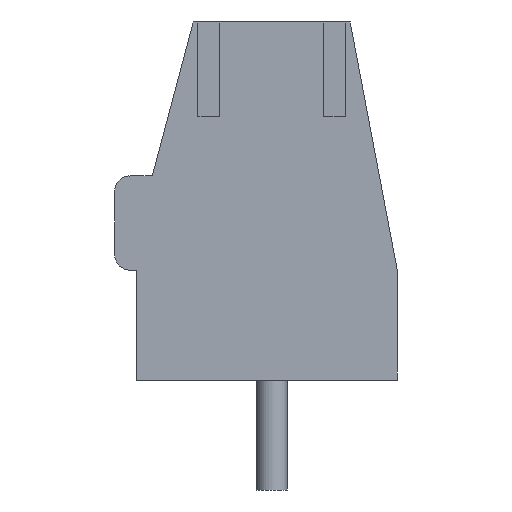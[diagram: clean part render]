
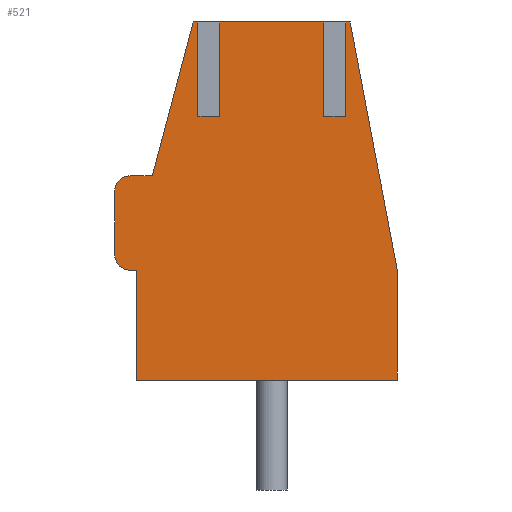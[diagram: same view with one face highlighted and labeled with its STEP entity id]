
A CAD part, front view. The second image highlights one B-rep face of the part: STEP entity #521.
In plain terms, the highlighted planar face has unit normal (0, -1, 0).
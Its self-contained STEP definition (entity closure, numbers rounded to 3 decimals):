
#13=DIRECTION('',(0.,0.,1.));
#14=DIRECTION('',(1.,0.,0.));
#76=VERTEX_POINT('',#77);
#77=CARTESIAN_POINT('',(4.,-32.5,0.));
#80=DIRECTION('',(0.,-1.,0.));
#81=ORIENTED_EDGE('',*,*,#82,.T.);
#82=EDGE_CURVE('',#76,#83,#85,.T.);
#83=VERTEX_POINT('',#84);
#84=CARTESIAN_POINT('',(4.,-32.5,3.5));
#85=LINE('',#77,#86);
#86=VECTOR('',#13,1.);
#97=DIRECTION('',(-1.,0.,0.));
#106=VECTOR('',#14,1.);
#118=VECTOR('',#97,1.);
#436=VERTEX_POINT('',#437);
#437=CARTESIAN_POINT('',(-4.3,-32.5,0.));
#438=ORIENTED_EDGE('',*,*,#439,.T.);
#439=EDGE_CURVE('',#436,#76,#440,.T.);
#440=LINE('',#437,#106);
#448=ORIENTED_EDGE('',*,*,#449,.T.);
#449=EDGE_CURVE('',#83,#450,#452,.T.);
#450=VERTEX_POINT('',#451);
#451=CARTESIAN_POINT('',(2.5,-32.5,11.4));
#452=LINE('',#84,#453);
#453=VECTOR('',#454,1.);
#454=DIRECTION('',(-0.187,0.,0.982));
#481=VECTOR('',#482,1.);
#482=DIRECTION('',(-0.256,0.,-0.967));
#500=VECTOR('',#501,1.);
#501=DIRECTION('',(0.,0.,-1.));
#521=ADVANCED_FACE('',(#522),#610,.T.);
#522=FACE_BOUND('',#523,.T.);
#523=EDGE_LOOP('',(#524,#438,#81,#448,#529,#534,#540,#546,#552,#556,#562,#568,#574,#578,#583,#588,#595,#600,#607));
#524=ORIENTED_EDGE('',*,*,#525,.T.);
#525=EDGE_CURVE('',#526,#436,#528,.T.);
#526=VERTEX_POINT('',#527);
#527=CARTESIAN_POINT('',(-4.3,-32.5,3.5));
#528=LINE('',#527,#500);
#529=ORIENTED_EDGE('',*,*,#530,.T.);
#530=EDGE_CURVE('',#450,#531,#533,.T.);
#531=VERTEX_POINT('',#532);
#532=CARTESIAN_POINT('',(2.35,-32.5,11.4));
#533=LINE('',#451,#118);
#534=ORIENTED_EDGE('',*,*,#535,.F.);
#535=EDGE_CURVE('',#536,#531,#538,.T.);
#536=VERTEX_POINT('',#537);
#537=CARTESIAN_POINT('',(2.35,-32.5,8.4));
#538=LINE('',#539,#86);
#539=CARTESIAN_POINT('',(2.35,-32.5,6.809));
#540=ORIENTED_EDGE('',*,*,#541,.T.);
#541=EDGE_CURVE('',#536,#542,#544,.T.);
#542=VERTEX_POINT('',#543);
#543=CARTESIAN_POINT('',(1.65,-32.5,8.4));
#544=LINE('',#545,#118);
#545=CARTESIAN_POINT('',(0.648,-32.5,8.4));
#546=ORIENTED_EDGE('',*,*,#547,.T.);
#547=EDGE_CURVE('',#542,#548,#550,.T.);
#548=VERTEX_POINT('',#549);
#549=CARTESIAN_POINT('',(1.65,-32.5,11.4));
#550=LINE('',#551,#86);
#551=CARTESIAN_POINT('',(1.65,-32.5,6.809));
#552=ORIENTED_EDGE('',*,*,#553,.T.);
#553=EDGE_CURVE('',#548,#554,#533,.T.);
#554=VERTEX_POINT('',#555);
#555=CARTESIAN_POINT('',(-1.65,-32.5,11.4));
#556=ORIENTED_EDGE('',*,*,#557,.F.);
#557=EDGE_CURVE('',#558,#554,#560,.T.);
#558=VERTEX_POINT('',#559);
#559=CARTESIAN_POINT('',(-1.65,-32.5,8.4));
#560=LINE('',#561,#86);
#561=CARTESIAN_POINT('',(-1.65,-32.5,6.809));
#562=ORIENTED_EDGE('',*,*,#563,.T.);
#563=EDGE_CURVE('',#558,#564,#566,.T.);
#564=VERTEX_POINT('',#565);
#565=CARTESIAN_POINT('',(-2.35,-32.5,8.4));
#566=LINE('',#567,#118);
#567=CARTESIAN_POINT('',(-1.352,-32.5,8.4));
#568=ORIENTED_EDGE('',*,*,#569,.T.);
#569=EDGE_CURVE('',#564,#570,#572,.T.);
#570=VERTEX_POINT('',#571);
#571=CARTESIAN_POINT('',(-2.35,-32.5,11.4));
#572=LINE('',#573,#86);
#573=CARTESIAN_POINT('',(-2.35,-32.5,6.809));
#574=ORIENTED_EDGE('',*,*,#575,.T.);
#575=EDGE_CURVE('',#570,#576,#533,.T.);
#576=VERTEX_POINT('',#577);
#577=CARTESIAN_POINT('',(-2.5,-32.5,11.4));
#578=ORIENTED_EDGE('',*,*,#579,.T.);
#579=EDGE_CURVE('',#576,#580,#582,.T.);
#580=VERTEX_POINT('',#581);
#581=CARTESIAN_POINT('',(-3.8,-32.5,6.5));
#582=LINE('',#577,#481);
#583=ORIENTED_EDGE('',*,*,#584,.T.);
#584=EDGE_CURVE('',#580,#585,#587,.T.);
#585=VERTEX_POINT('',#586);
#586=CARTESIAN_POINT('',(-4.5,-32.5,6.5));
#587=LINE('',#581,#118);
#588=ORIENTED_EDGE('',*,*,#589,.T.);
#589=EDGE_CURVE('',#585,#590,#592,.T.);
#590=VERTEX_POINT('',#591);
#591=CARTESIAN_POINT('',(-5.,-32.5,6.));
#592=ELLIPSE('',#593,0.5,0.5);
#593=AXIS2_PLACEMENT_3D('',#594,#80,#14);
#594=CARTESIAN_POINT('',(-4.5,-32.5,6.));
#595=ORIENTED_EDGE('',*,*,#596,.T.);
#596=EDGE_CURVE('',#590,#597,#599,.T.);
#597=VERTEX_POINT('',#598);
#598=CARTESIAN_POINT('',(-5.,-32.5,4.));
#599=LINE('',#591,#500);
#600=ORIENTED_EDGE('',*,*,#601,.T.);
#601=EDGE_CURVE('',#597,#602,#604,.T.);
#602=VERTEX_POINT('',#603);
#603=CARTESIAN_POINT('',(-4.5,-32.5,3.5));
#604=ELLIPSE('',#605,0.5,0.5);
#605=AXIS2_PLACEMENT_3D('',#606,#80,#14);
#606=CARTESIAN_POINT('',(-4.5,-32.5,4.));
#607=ORIENTED_EDGE('',*,*,#608,.T.);
#608=EDGE_CURVE('',#602,#526,#609,.T.);
#609=LINE('',#603,#106);
#610=PLANE('',#611);
#611=AXIS2_PLACEMENT_3D('',#612,#80,#501);
#612=CARTESIAN_POINT('',(-0.354,-32.5,5.217));
